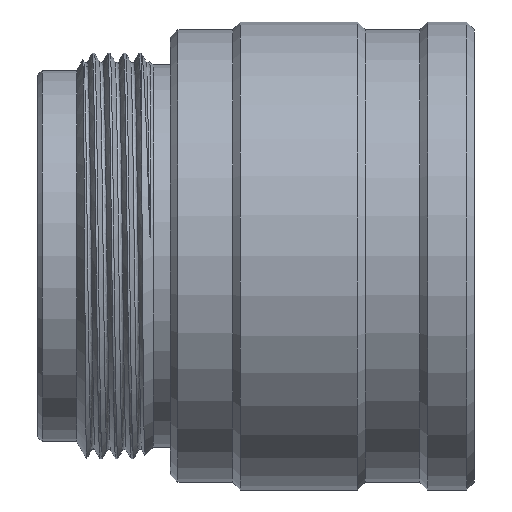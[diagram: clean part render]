
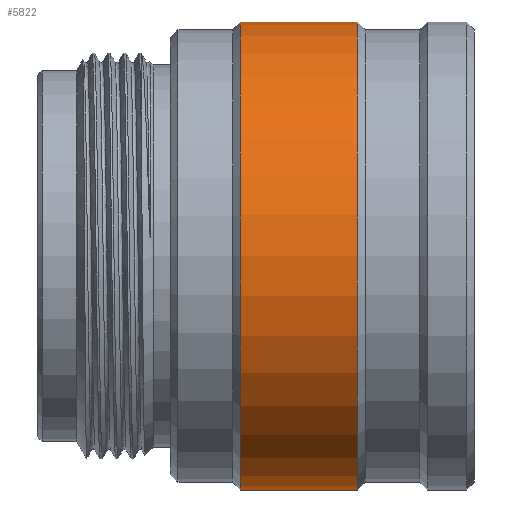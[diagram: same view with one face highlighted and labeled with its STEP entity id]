
A CAD part, top view. The second image highlights one B-rep face of the part: STEP entity #5822.
In plain terms, the highlighted cylindrical face has radius 15 mm (diameter 30 mm), a partial arc.
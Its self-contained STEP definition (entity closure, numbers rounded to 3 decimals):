
#1338=CARTESIAN_POINT('',(13.,15.,-15.));
#1339=DIRECTION('',(1.,0.,0.));
#1340=DIRECTION('',(0.,1.,0.));
#1341=AXIS2_PLACEMENT_3D('',#1338,#1339,#1340);
#1356=DIRECTION('',(-1.,0.,0.));
#1357=VECTOR('',#1356,7.5);
#1358=CARTESIAN_POINT('',(20.5,30.,-15.));
#1359=LINE('340',#1358,#1357);
#1360=DIRECTION('',(-1.,0.,0.));
#1361=VECTOR('',#1360,7.5);
#1362=CARTESIAN_POINT('',(20.5,0.,-15.));
#1363=LINE('346',#1362,#1361);
#1369=CARTESIAN_POINT('',(20.5,15.,-15.));
#1370=DIRECTION('',(1.,0.,0.));
#1371=DIRECTION('',(0.,1.,0.));
#1372=AXIS2_PLACEMENT_3D('',#1369,#1370,#1371);
#4031=CARTESIAN_POINT('',(20.5,30.,-15.));
#4032=VERTEX_POINT('',#4031);
#4033=CARTESIAN_POINT('',(13.,30.,-15.));
#4034=VERTEX_POINT('',#4033);
#4047=CARTESIAN_POINT('',(20.5,0.,-15.));
#4048=VERTEX_POINT('',#4047);
#4049=CARTESIAN_POINT('',(13.,0.,-15.));
#4050=VERTEX_POINT('',#4049);
#5810=CARTESIAN_POINT('',(-1.4,15.,-15.));
#5811=DIRECTION('',(1.,0.,0.));
#5812=DIRECTION('',(0.,-1.,0.));
#5813=AXIS2_PLACEMENT_3D('',#5810,#5811,#5812);
#5814=CYLINDRICAL_SURFACE('251',#5813,15.);
#5815=ORIENTED_EDGE('340',*,*,#5793,.F.);
#5817=ORIENTED_EDGE('353',*,*,#5816,.T.);
#5818=ORIENTED_EDGE('346',*,*,#5796,.T.);
#5819=ORIENTED_EDGE('354',*,*,#5753,.F.);
#5820=EDGE_LOOP('251',(#5815,#5817,#5818,#5819));
#5821=FACE_OUTER_BOUND('251',#5820,.F.);
#1342=CIRCLE('354',#1341,15.);
#1373=CIRCLE('353',#1372,15.);
#5753=EDGE_CURVE('354',#4034,#4050,#1342,.T.);
#5793=EDGE_CURVE('340',#4032,#4034,#1359,.T.);
#5796=EDGE_CURVE('346',#4048,#4050,#1363,.T.);
#5816=EDGE_CURVE('353',#4032,#4048,#1373,.T.);
#5822=ADVANCED_FACE('251',(#5821),#5814,.T.);
